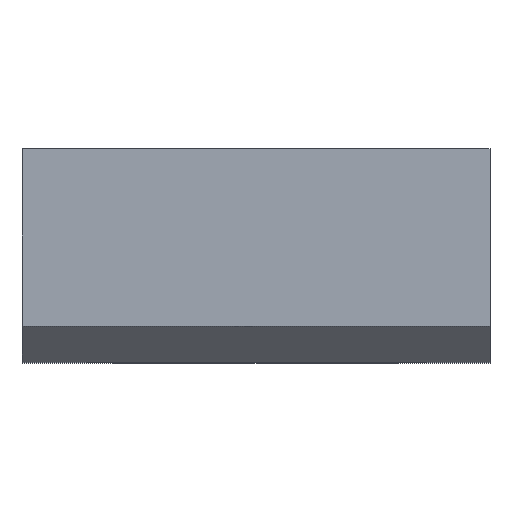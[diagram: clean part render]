
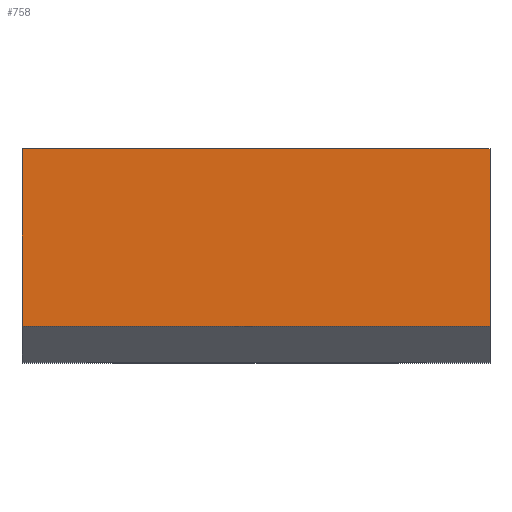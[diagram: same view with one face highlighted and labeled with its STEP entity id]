
A CAD part, top view. The second image highlights one B-rep face of the part: STEP entity #758.
In plain terms, the highlighted planar face has unit normal (0, 0, 1).
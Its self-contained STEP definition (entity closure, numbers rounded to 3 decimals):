
#63=FACE_OUTER_BOUND('',#103,.T.);
#103=EDGE_LOOP('',(#677,#678,#679,#680));
#107=LINE('',#1010,#206);
#121=LINE('',#1038,#220);
#133=LINE('',#1065,#232);
#196=LINE('',#1197,#295);
#206=VECTOR('',#822,10.);
#220=VECTOR('',#840,10.);
#232=VECTOR('',#860,10.);
#295=VECTOR('',#981,10.);
#305=VERTEX_POINT('',#1007);
#306=VERTEX_POINT('',#1009);
#318=VERTEX_POINT('',#1037);
#329=VERTEX_POINT('',#1063);
#375=EDGE_CURVE('',#305,#306,#107,.T.);
#389=EDGE_CURVE('',#306,#318,#121,.T.);
#403=EDGE_CURVE('',#305,#329,#133,.T.);
#470=EDGE_CURVE('',#318,#329,#196,.T.);
#677=ORIENTED_EDGE('',*,*,#375,.F.);
#678=ORIENTED_EDGE('',*,*,#403,.T.);
#679=ORIENTED_EDGE('',*,*,#470,.F.);
#680=ORIENTED_EDGE('',*,*,#389,.F.);
#721=PLANE('',#815);
#758=ADVANCED_FACE('',(#63),#721,.T.);
#815=AXIS2_PLACEMENT_3D('',#1215,#1000,#1001);
#822=DIRECTION('',(-1.,0.,0.));
#840=DIRECTION('',(0.,1.,0.));
#860=DIRECTION('',(0.,1.,0.));
#981=DIRECTION('',(1.,0.,0.));
#1000=DIRECTION('center_axis',(0.,0.,1.));
#1001=DIRECTION('ref_axis',(1.,0.,0.));
#1007=CARTESIAN_POINT('',(13.15,2.,46.65));
#1009=CARTESIAN_POINT('',(-13.15,2.,46.65));
#1010=CARTESIAN_POINT('',(-6.575,2.,46.65));
#1037=CARTESIAN_POINT('',(-13.15,12.,46.65));
#1038=CARTESIAN_POINT('',(-13.15,0.,46.65));
#1063=CARTESIAN_POINT('',(13.15,12.,46.65));
#1065=CARTESIAN_POINT('',(13.15,0.,46.65));
#1197=CARTESIAN_POINT('',(-6.575,12.,46.65));
#1215=CARTESIAN_POINT('Origin',(-13.15,0.,46.65));
